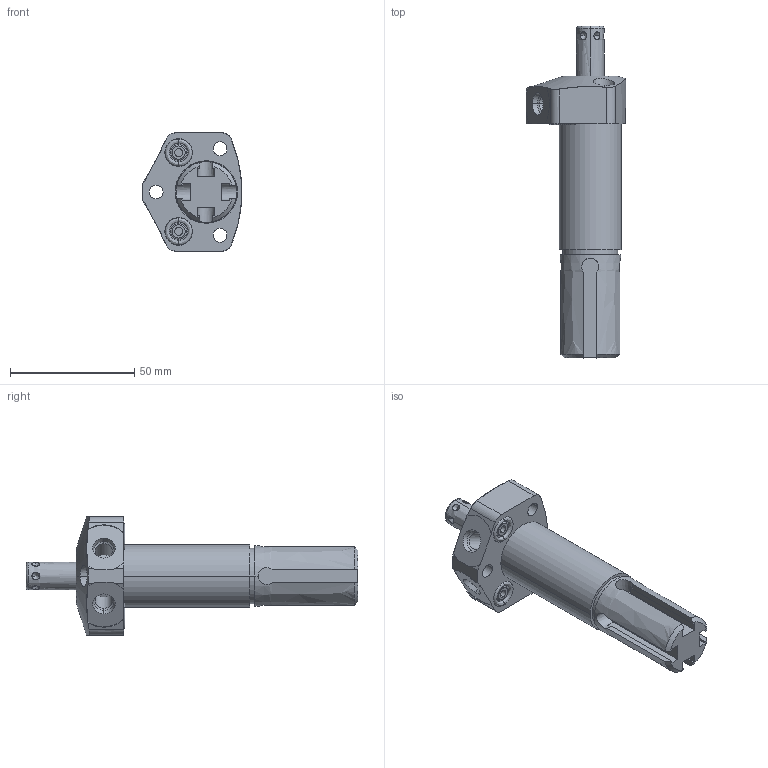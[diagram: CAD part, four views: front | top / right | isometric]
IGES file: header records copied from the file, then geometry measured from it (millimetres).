
Start section:  PTC IGES file: ilc14620501lps.igs
Global section: file name: ilc14620501lps.igs; native system: Creo Parametric by Parametric Technology Corporation; preprocessor: 2013320; author: jweaver; organization: Unknown; date: 20200704.085151; units: inch
Bounding box: 40.11 x 133.71 x 47.62 mm (x, y, z)
Surface area: 19594.7 mm2 (no closed solid volume)
Topology: 0 solids, 0 shells, 181 faces, 864 edges, 850 vertices
Faces by surface type: revolution 115, bspline 66
